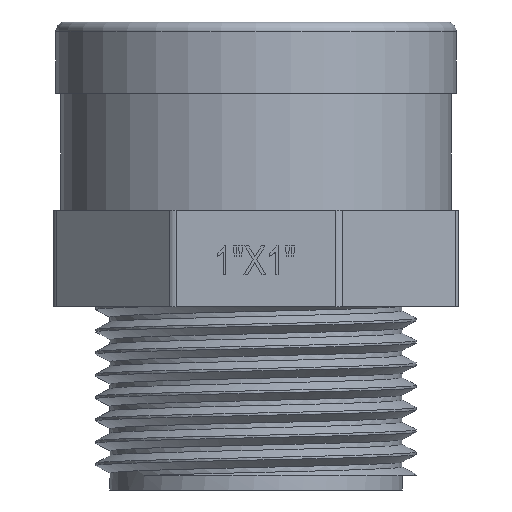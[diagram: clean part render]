
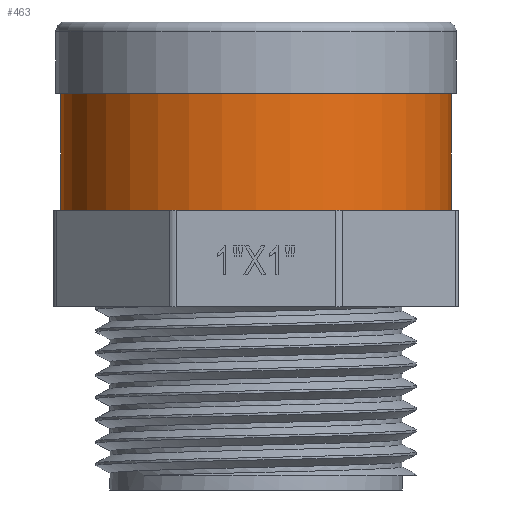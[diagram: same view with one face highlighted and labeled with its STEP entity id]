
A CAD part, front view. The second image highlights one B-rep face of the part: STEP entity #463.
In plain terms, the highlighted cylindrical face has radius 20.25 mm (diameter 40.5 mm), a full revolution.
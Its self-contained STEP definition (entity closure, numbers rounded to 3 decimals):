
#378=CYLINDRICAL_SURFACE('',#4848,20.25);
#410=CIRCLE('',#4846,20.25);
#411=CIRCLE('',#4847,20.25);
#463=ADVANCED_FACE('',(#1460,#1461),#378,.T.);
#1460=FACE_BOUND('',#1544,.T.);
#1461=FACE_BOUND('',#1545,.T.);
#1544=EDGE_LOOP('',(#1983));
#1545=EDGE_LOOP('',(#1984));
#1983=ORIENTED_EDGE('',*,*,#3815,.T.);
#1984=ORIENTED_EDGE('',*,*,#3816,.T.);
#3351=VERTEX_POINT('',#6584);
#3352=VERTEX_POINT('',#6586);
#3815=EDGE_CURVE('',#3351,#3351,#410,.T.);
#3816=EDGE_CURVE('',#3352,#3352,#411,.T.);
#4846=AXIS2_PLACEMENT_3D('',#6583,#5118,#5119);
#4847=AXIS2_PLACEMENT_3D('',#6585,#5120,#5121);
#4848=AXIS2_PLACEMENT_3D('',#6587,#5122,#5123);
#5118=DIRECTION('',(0.,0.,-1.));
#5119=DIRECTION('',(1.,0.,0.));
#5120=DIRECTION('',(0.,0.,1.));
#5121=DIRECTION('',(1.,0.,0.));
#5122=DIRECTION('',(0.,0.,1.));
#5123=DIRECTION('',(1.,0.,0.));
#6583=CARTESIAN_POINT('',(122.039,-124.93,26.5));
#6584=CARTESIAN_POINT('',(142.289,-124.93,26.5));
#6585=CARTESIAN_POINT('',(122.039,-124.93,8.));
#6586=CARTESIAN_POINT('',(142.289,-124.93,8.));
#6587=CARTESIAN_POINT('',(122.039,-124.93,8.));
